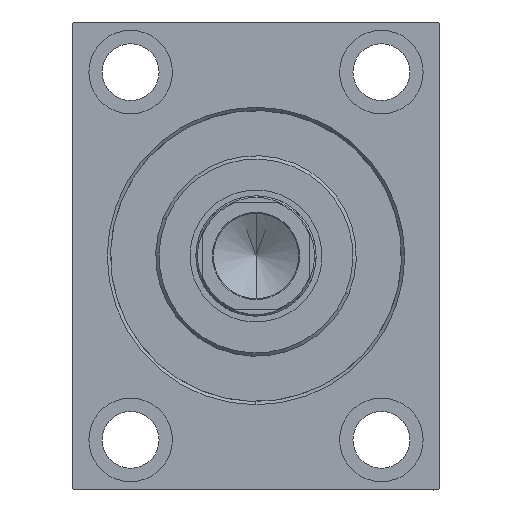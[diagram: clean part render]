
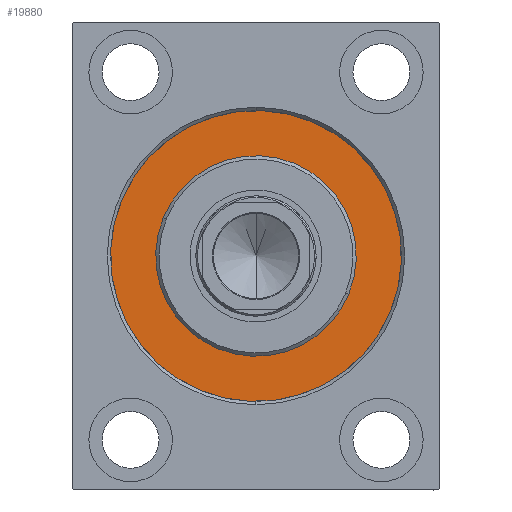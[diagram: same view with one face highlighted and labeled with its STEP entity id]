
A CAD part, left-side view. The second image highlights one B-rep face of the part: STEP entity #19880.
In plain terms, the highlighted face is planar.
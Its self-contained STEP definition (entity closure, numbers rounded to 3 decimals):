
#232 = CARTESIAN_POINT ( 'NONE',  ( 0., 0., 0. ) ) ;
#604 = DIRECTION ( 'NONE',  ( 0., 0., -1. ) ) ;
#819 = CARTESIAN_POINT ( 'NONE',  ( 0., 0., 0. ) ) ;
#2583 = VERTEX_POINT ( 'NONE', #5402 ) ;
#3357 = VERTEX_POINT ( 'NONE', #15451 ) ;
#3968 = DIRECTION ( 'NONE',  ( 1., 0., 0. ) ) ;
#4463 = AXIS2_PLACEMENT_3D ( 'NONE', #39502, #39721, #22756 ) ;
#5402 = CARTESIAN_POINT ( 'NONE',  ( 0., 0., 30. ) ) ;
#5595 = AXIS2_PLACEMENT_3D ( 'NONE', #17745, #24876, #38486 ) ;
#5911 = CIRCLE ( 'NONE', #10220, 43.5 ) ;
#10220 = AXIS2_PLACEMENT_3D ( 'NONE', #19648, #16081, #19870 ) ;
#13849 = DIRECTION ( 'NONE',  ( -1., 0., 0. ) ) ;
#14384 = VERTEX_POINT ( 'NONE', #25517 ) ;
#14786 = EDGE_CURVE ( 'NONE', #14384, #2583, #28662, .T. ) ;
#15451 = CARTESIAN_POINT ( 'NONE',  ( 0., 0., -43.5 ) ) ;
#16081 = DIRECTION ( 'NONE',  ( -1., 0., 0. ) ) ;
#16415 = EDGE_LOOP ( 'NONE', ( #23542, #39668 ) ) ;
#17745 = CARTESIAN_POINT ( 'NONE',  ( 0., 0., 0. ) ) ;
#19648 = CARTESIAN_POINT ( 'NONE',  ( 0., 0., 0. ) ) ;
#19870 = DIRECTION ( 'NONE',  ( 0., 0., 1. ) ) ;
#19880 = ADVANCED_FACE ( 'NONE', ( #20522, #34141 ), #30784, .F. ) ;
#20522 = FACE_BOUND ( 'NONE', #21457, .T. ) ;
#21457 = EDGE_LOOP ( 'NONE', ( #22411, #30823 ) ) ;
#22411 = ORIENTED_EDGE ( 'NONE', *, *, #41922, .F. ) ;
#22756 = DIRECTION ( 'NONE',  ( 0., 0., -1. ) ) ;
#23542 = ORIENTED_EDGE ( 'NONE', *, *, #42790, .F. ) ;
#24876 = DIRECTION ( 'NONE',  ( -1., 0., 0. ) ) ;
#25517 = CARTESIAN_POINT ( 'NONE',  ( 0., 0., -30. ) ) ;
#25944 = AXIS2_PLACEMENT_3D ( 'NONE', #232, #13849, #27438 ) ;
#27438 = DIRECTION ( 'NONE',  ( 0., 0., 1. ) ) ;
#28662 = CIRCLE ( 'NONE', #32240, 30. ) ;
#28835 = VERTEX_POINT ( 'NONE', #41693 ) ;
#30104 = CIRCLE ( 'NONE', #4463, 30. ) ;
#30784 = PLANE ( 'NONE',  #25944 ) ;
#30823 = ORIENTED_EDGE ( 'NONE', *, *, #14786, .F. ) ;
#32240 = AXIS2_PLACEMENT_3D ( 'NONE', #819, #3968, #604 ) ;
#34141 = FACE_OUTER_BOUND ( 'NONE', #16415, .T. ) ;
#35489 = EDGE_CURVE ( 'NONE', #28835, #3357, #36230, .T. ) ;
#36230 = CIRCLE ( 'NONE', #5595, 43.5 ) ;
#38486 = DIRECTION ( 'NONE',  ( 0., 0., 1. ) ) ;
#39502 = CARTESIAN_POINT ( 'NONE',  ( 0., 0., 0. ) ) ;
#39668 = ORIENTED_EDGE ( 'NONE', *, *, #35489, .F. ) ;
#39721 = DIRECTION ( 'NONE',  ( 1., 0., 0. ) ) ;
#41693 = CARTESIAN_POINT ( 'NONE',  ( 0., 0., 43.5 ) ) ;
#41922 = EDGE_CURVE ( 'NONE', #2583, #14384, #30104, .T. ) ;
#42790 = EDGE_CURVE ( 'NONE', #3357, #28835, #5911, .T. ) ;
